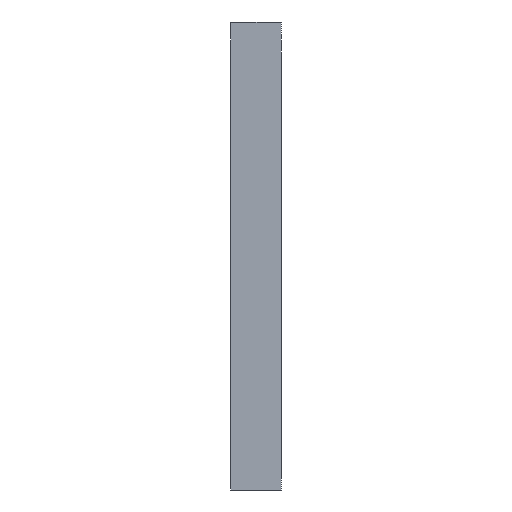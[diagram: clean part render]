
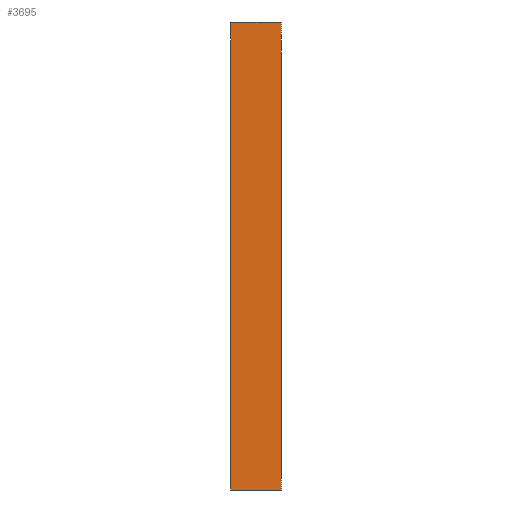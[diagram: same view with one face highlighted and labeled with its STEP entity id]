
A CAD part, left-side view. The second image highlights one B-rep face of the part: STEP entity #3695.
In plain terms, the highlighted planar face has unit normal (-1, 0, 0).
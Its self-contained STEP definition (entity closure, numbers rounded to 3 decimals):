
#6 = DIRECTION ( 'NONE',  ( 0., -1., 0. ) ) ;
#100 = ORIENTED_EDGE ( 'NONE', *, *, #927, .T. ) ;
#137 = CARTESIAN_POINT ( 'NONE',  ( -145.175, 13., 77.079 ) ) ;
#265 = CARTESIAN_POINT ( 'NONE',  ( -145.175, 0., 77.079 ) ) ;
#273 = LINE ( 'NONE', #3651, #4446 ) ;
#637 = EDGE_CURVE ( 'NONE', #4680, #4784, #273, .T. ) ;
#689 = EDGE_CURVE ( 'NONE', #3113, #4784, #1805, .T. ) ;
#927 = EDGE_CURVE ( 'NONE', #2611, #4680, #2734, .T. ) ;
#955 = EDGE_CURVE ( 'NONE', #2611, #3113, #4013, .T. ) ;
#1107 = DIRECTION ( 'NONE',  ( 1., 0., 0. ) ) ;
#1152 = CARTESIAN_POINT ( 'NONE',  ( -145.175, 13., -42.921 ) ) ;
#1227 = FACE_OUTER_BOUND ( 'NONE', #2001, .T. ) ;
#1464 = AXIS2_PLACEMENT_3D ( 'NONE', #3472, #1107, #1546 ) ;
#1546 = DIRECTION ( 'NONE',  ( 0., 0., -1. ) ) ;
#1805 = LINE ( 'NONE', #137, #3595 ) ;
#1886 = PLANE ( 'NONE',  #1464 ) ;
#1978 = DIRECTION ( 'NONE',  ( 0., 0., 1. ) ) ;
#2001 = EDGE_LOOP ( 'NONE', ( #4744, #3474, #3166, #100 ) ) ;
#2611 = VERTEX_POINT ( 'NONE', #4866 ) ;
#2734 = LINE ( 'NONE', #3808, #3654 ) ;
#3109 = VECTOR ( 'NONE', #1978, 1000. ) ;
#3113 = VERTEX_POINT ( 'NONE', #4059 ) ;
#3166 = ORIENTED_EDGE ( 'NONE', *, *, #955, .F. ) ;
#3370 = CARTESIAN_POINT ( 'NONE',  ( -145.175, 0., -42.921 ) ) ;
#3472 = CARTESIAN_POINT ( 'NONE',  ( -145.175, 13., -42.921 ) ) ;
#3474 = ORIENTED_EDGE ( 'NONE', *, *, #689, .F. ) ;
#3595 = VECTOR ( 'NONE', #4432, 1000. ) ;
#3651 = CARTESIAN_POINT ( 'NONE',  ( -145.175, 0., -42.921 ) ) ;
#3654 = VECTOR ( 'NONE', #6, 1000. ) ;
#3695 = ADVANCED_FACE ( 'NONE', ( #1227 ), #1886, .F. ) ;
#3808 = CARTESIAN_POINT ( 'NONE',  ( -145.175, 13., -42.921 ) ) ;
#4013 = LINE ( 'NONE', #1152, #3109 ) ;
#4059 = CARTESIAN_POINT ( 'NONE',  ( -145.175, 13., 77.079 ) ) ;
#4432 = DIRECTION ( 'NONE',  ( 0., -1., 0. ) ) ;
#4446 = VECTOR ( 'NONE', #4859, 1000. ) ;
#4680 = VERTEX_POINT ( 'NONE', #3370 ) ;
#4744 = ORIENTED_EDGE ( 'NONE', *, *, #637, .T. ) ;
#4784 = VERTEX_POINT ( 'NONE', #265 ) ;
#4859 = DIRECTION ( 'NONE',  ( 0., 0., 1. ) ) ;
#4866 = CARTESIAN_POINT ( 'NONE',  ( -145.175, 13., -42.921 ) ) ;
